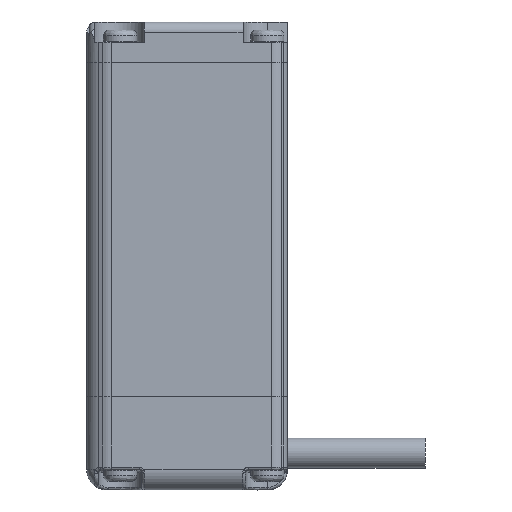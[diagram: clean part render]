
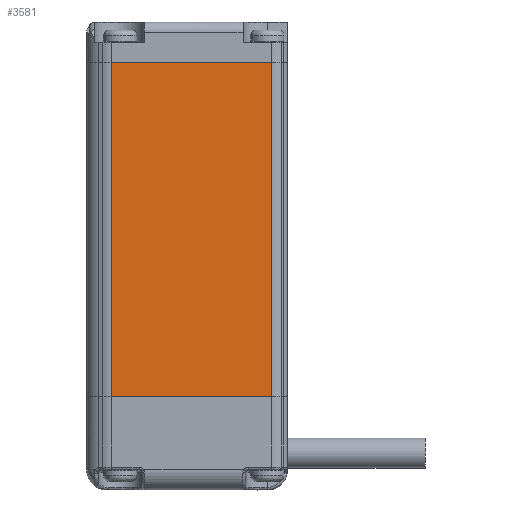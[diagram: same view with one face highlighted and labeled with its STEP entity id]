
A CAD part, front view. The second image highlights one B-rep face of the part: STEP entity #3581.
In plain terms, the highlighted planar face has unit normal (0, -1, 0).
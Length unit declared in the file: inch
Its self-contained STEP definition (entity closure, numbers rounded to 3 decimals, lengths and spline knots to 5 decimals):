
#2231 = ORIENTED_EDGE ( 'NONE', *, *, #7775, .F. ) ;
#2502 = CARTESIAN_POINT ( 'NONE',  ( 1.19764, 56.08256, -5.75511 ) ) ;
#2956 = LINE ( 'NONE', #25050, #21848 ) ;
#3216 = ORIENTED_EDGE ( 'NONE', *, *, #6844, .F. ) ;
#3371 = DIRECTION ( 'NONE',  ( -1., 0., 0. ) ) ;
#3581 = ADVANCED_FACE ( 'NONE', ( #6000 ), #16952, .F. ) ;
#4811 = CARTESIAN_POINT ( 'NONE',  ( 0.78317, 56.08256, -5.75511 ) ) ;
#6000 = FACE_OUTER_BOUND ( 'NONE', #28012, .T. ) ;
#6844 = EDGE_CURVE ( 'NONE', #25018, #10806, #21496, .T. ) ;
#7322 = CARTESIAN_POINT ( 'NONE',  ( 0.2525, 56.08256, -5.75511 ) ) ;
#7775 = EDGE_CURVE ( 'NONE', #19806, #18041, #18393, .T. ) ;
#8022 = AXIS2_PLACEMENT_3D ( 'NONE', #25947, #25662, #23520 ) ;
#8365 = EDGE_CURVE ( 'NONE', #10806, #19806, #13218, .T. ) ;
#10478 = ORIENTED_EDGE ( 'NONE', *, *, #24719, .T. ) ;
#10806 = VERTEX_POINT ( 'NONE', #2502 ) ;
#10860 = VECTOR ( 'NONE', #19067, 39.37008 ) ;
#11701 = VECTOR ( 'NONE', #19643, 39.37008 ) ;
#12357 = CARTESIAN_POINT ( 'NONE',  ( 1.19764, 56.08256, -3.7866 ) ) ;
#13218 = LINE ( 'NONE', #4811, #11701 ) ;
#16952 = PLANE ( 'NONE',  #8022 ) ;
#18041 = VERTEX_POINT ( 'NONE', #25349 ) ;
#18393 = LINE ( 'NONE', #25402, #18503 ) ;
#18503 = VECTOR ( 'NONE', #22961, 39.37008 ) ;
#19067 = DIRECTION ( 'NONE',  ( 0., 0., -1. ) ) ;
#19178 = ORIENTED_EDGE ( 'NONE', *, *, #8365, .F. ) ;
#19643 = DIRECTION ( 'NONE',  ( -1., 0., 0. ) ) ;
#19806 = VERTEX_POINT ( 'NONE', #7322 ) ;
#21496 = LINE ( 'NONE', #12357, #10860 ) ;
#21848 = VECTOR ( 'NONE', #3371, 39.37008 ) ;
#22961 = DIRECTION ( 'NONE',  ( 0., 0., 1. ) ) ;
#23520 = DIRECTION ( 'NONE',  ( -1., 0., 0. ) ) ;
#24719 = EDGE_CURVE ( 'NONE', #25018, #18041, #2956, .T. ) ;
#25018 = VERTEX_POINT ( 'NONE', #27002 ) ;
#25050 = CARTESIAN_POINT ( 'NONE',  ( 0.2525, 56.08256, -3.7866 ) ) ;
#25349 = CARTESIAN_POINT ( 'NONE',  ( 0.2525, 56.08256, -3.7866 ) ) ;
#25402 = CARTESIAN_POINT ( 'NONE',  ( 0.2525, 56.08256, -3.7866 ) ) ;
#25662 = DIRECTION ( 'NONE',  ( 0., 1., 0. ) ) ;
#25947 = CARTESIAN_POINT ( 'NONE',  ( 0.2525, 56.08256, -3.7866 ) ) ;
#27002 = CARTESIAN_POINT ( 'NONE',  ( 1.19764, 56.08256, -3.7866 ) ) ;
#28012 = EDGE_LOOP ( 'NONE', ( #2231, #19178, #3216, #10478 ) ) ;
